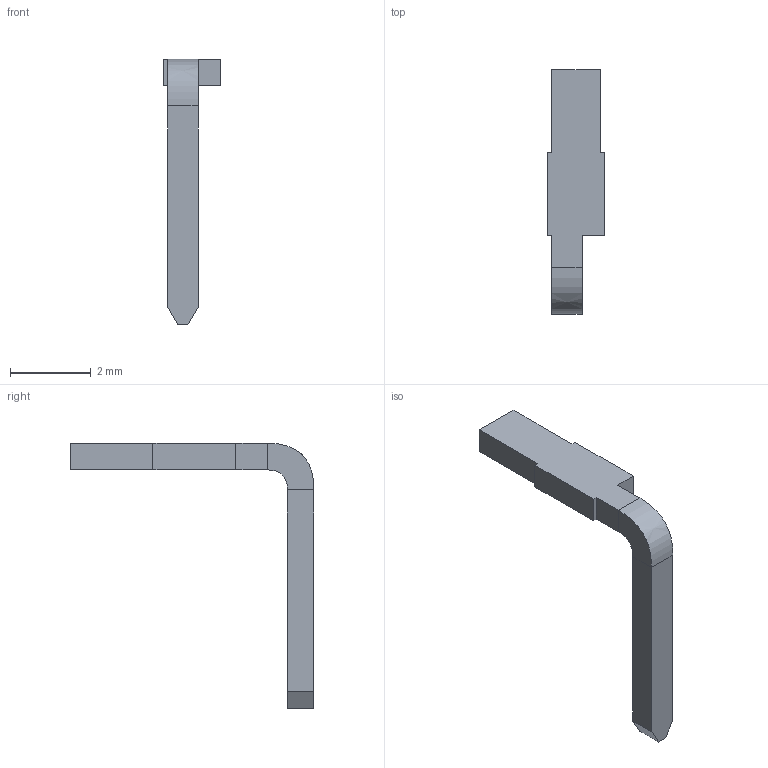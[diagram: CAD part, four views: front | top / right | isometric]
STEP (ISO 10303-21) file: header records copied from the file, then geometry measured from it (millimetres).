
FILE_DESCRIPTION(('FreeCAD Model'),'2;1');
FILE_NAME('Open CASCADE Shape Model','2025-09-23T15:21:34',(''),(''), 'Open CASCADE STEP processor 7.8','FreeCAD','Unknown');
FILE_SCHEMA(('AUTOMOTIVE_DESIGN { 1 0 10303 214 1 1 1 1 }'));
Length unit declared in the file: millimetre
Products named in the file (4): TO247_4_gateorkelvin_bentpin; Extrude; Extrude001; Extrude002
Assembly tree (3 placements, depth 2):
  TO247_4_gateorkelvin_bentpin
    Extrude
    Extrude001
    Extrude002
Bounding box: 1.4 x 6.06 x 6.59 mm (x, y, z)
Volume: 7.2 mm3; surface area: 40.9 mm2
Topology: 3 solids, 3 shells, 28 faces, 66 edges, 44 vertices
Faces by surface type: plane 26, extrusion 2
Entity records: 886 total; most frequent: CARTESIAN_POINT 154, ORIENTED_EDGE 132, DIRECTION 124, EDGE_CURVE 66, VECTOR 64, LINE 62, VERTEX_POINT 44, AXIS2_PLACEMENT_3D 30
